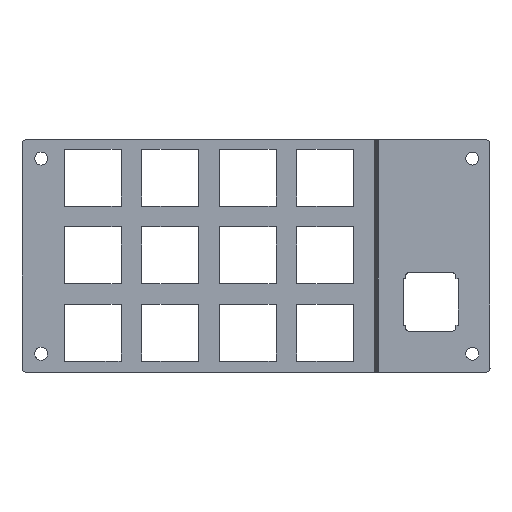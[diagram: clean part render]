
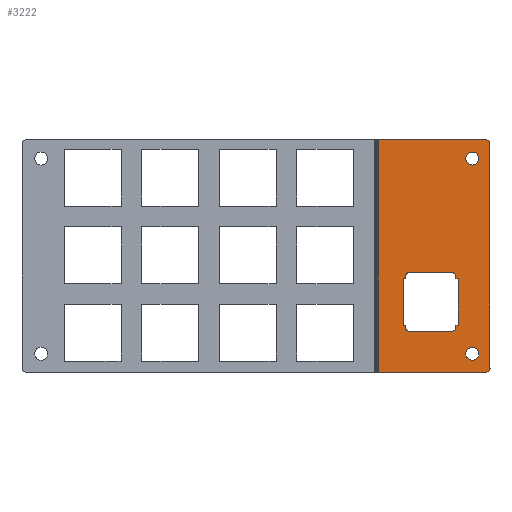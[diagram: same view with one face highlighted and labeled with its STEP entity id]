
A CAD part, top view. The second image highlights one B-rep face of the part: STEP entity #3222.
In plain terms, the highlighted planar face has unit normal (0, 0, 1).
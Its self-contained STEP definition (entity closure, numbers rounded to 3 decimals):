
#48=FACE_BOUND('',#369,.T.);
#49=FACE_BOUND('',#370,.T.);
#50=FACE_BOUND('',#371,.T.);
#65=CIRCLE('',#3332,1.);
#70=CIRCLE('',#3340,1.);
#81=CIRCLE('',#3419,1.);
#82=CIRCLE('',#3420,1.);
#83=CIRCLE('',#3421,1.);
#84=CIRCLE('',#3422,1.);
#85=CIRCLE('',#3423,1.6);
#86=CIRCLE('',#3424,1.6);
#174=FACE_OUTER_BOUND('',#368,.T.);
#368=EDGE_LOOP('',(#2540,#2541,#2542,#2543,#2544,#2545));
#369=EDGE_LOOP('',(#2546,#2547,#2548,#2549,#2550,#2551,#2552,#2553,#2554,
#2555,#2556,#2557,#2558,#2559,#2560,#2561));
#370=EDGE_LOOP('',(#2562));
#371=EDGE_LOOP('',(#2563));
#497=LINE('',#4380,#926);
#503=LINE('',#4401,#932);
#737=LINE('',#4899,#1166);
#739=LINE('',#4902,#1168);
#740=LINE('',#4907,#1169);
#741=LINE('',#4909,#1170);
#742=LINE('',#4911,#1171);
#743=LINE('',#4913,#1172);
#744=LINE('',#4915,#1173);
#745=LINE('',#4919,#1174);
#746=LINE('',#4923,#1175);
#747=LINE('',#4925,#1176);
#748=LINE('',#4927,#1177);
#749=LINE('',#4929,#1178);
#750=LINE('',#4931,#1179);
#751=LINE('',#4934,#1180);
#926=VECTOR('',#3555,10.);
#932=VECTOR('',#3575,10.);
#1166=VECTOR('',#3961,10.);
#1168=VECTOR('',#3965,10.);
#1169=VECTOR('',#3968,10.);
#1170=VECTOR('',#3969,10.);
#1171=VECTOR('',#3970,10.);
#1172=VECTOR('',#3971,10.);
#1173=VECTOR('',#3972,10.);
#1174=VECTOR('',#3975,10.);
#1175=VECTOR('',#3978,10.);
#1176=VECTOR('',#3979,10.);
#1177=VECTOR('',#3980,10.);
#1178=VECTOR('',#3981,10.);
#1179=VECTOR('',#3982,10.);
#1180=VECTOR('',#3985,10.);
#1341=VERTEX_POINT('',#4350);
#1342=VERTEX_POINT('',#4351);
#1354=VERTEX_POINT('',#4378);
#1360=VERTEX_POINT('',#4394);
#1361=VERTEX_POINT('',#4396);
#1362=VERTEX_POINT('',#4400);
#1551=VERTEX_POINT('',#4903);
#1552=VERTEX_POINT('',#4904);
#1553=VERTEX_POINT('',#4906);
#1554=VERTEX_POINT('',#4908);
#1555=VERTEX_POINT('',#4910);
#1556=VERTEX_POINT('',#4912);
#1557=VERTEX_POINT('',#4914);
#1558=VERTEX_POINT('',#4916);
#1559=VERTEX_POINT('',#4918);
#1560=VERTEX_POINT('',#4920);
#1561=VERTEX_POINT('',#4922);
#1562=VERTEX_POINT('',#4924);
#1563=VERTEX_POINT('',#4926);
#1564=VERTEX_POINT('',#4928);
#1565=VERTEX_POINT('',#4930);
#1566=VERTEX_POINT('',#4932);
#1567=VERTEX_POINT('',#4935);
#1568=VERTEX_POINT('',#4937);
#1644=EDGE_CURVE('',#1341,#1342,#65,.T.);
#1659=EDGE_CURVE('',#1341,#1354,#497,.T.);
#1667=EDGE_CURVE('',#1360,#1361,#70,.T.);
#1669=EDGE_CURVE('',#1362,#1361,#503,.T.);
#1913=EDGE_CURVE('',#1362,#1354,#737,.T.);
#1915=EDGE_CURVE('',#1360,#1342,#739,.T.);
#1916=EDGE_CURVE('',#1551,#1552,#81,.T.);
#1917=EDGE_CURVE('',#1552,#1553,#740,.T.);
#1918=EDGE_CURVE('',#1553,#1554,#741,.T.);
#1919=EDGE_CURVE('',#1554,#1555,#742,.T.);
#1920=EDGE_CURVE('',#1555,#1556,#743,.T.);
#1921=EDGE_CURVE('',#1556,#1557,#744,.T.);
#1922=EDGE_CURVE('',#1557,#1558,#82,.T.);
#1923=EDGE_CURVE('',#1558,#1559,#745,.T.);
#1924=EDGE_CURVE('',#1559,#1560,#83,.T.);
#1925=EDGE_CURVE('',#1560,#1561,#746,.T.);
#1926=EDGE_CURVE('',#1561,#1562,#747,.T.);
#1927=EDGE_CURVE('',#1562,#1563,#748,.T.);
#1928=EDGE_CURVE('',#1563,#1564,#749,.T.);
#1929=EDGE_CURVE('',#1564,#1565,#750,.T.);
#1930=EDGE_CURVE('',#1565,#1566,#84,.T.);
#1931=EDGE_CURVE('',#1566,#1551,#751,.T.);
#1932=EDGE_CURVE('',#1567,#1567,#85,.T.);
#1933=EDGE_CURVE('',#1568,#1568,#86,.T.);
#2540=ORIENTED_EDGE('',*,*,#1644,.F.);
#2541=ORIENTED_EDGE('',*,*,#1659,.T.);
#2542=ORIENTED_EDGE('',*,*,#1913,.F.);
#2543=ORIENTED_EDGE('',*,*,#1669,.T.);
#2544=ORIENTED_EDGE('',*,*,#1667,.F.);
#2545=ORIENTED_EDGE('',*,*,#1915,.T.);
#2546=ORIENTED_EDGE('',*,*,#1916,.T.);
#2547=ORIENTED_EDGE('',*,*,#1917,.T.);
#2548=ORIENTED_EDGE('',*,*,#1918,.T.);
#2549=ORIENTED_EDGE('',*,*,#1919,.T.);
#2550=ORIENTED_EDGE('',*,*,#1920,.T.);
#2551=ORIENTED_EDGE('',*,*,#1921,.T.);
#2552=ORIENTED_EDGE('',*,*,#1922,.T.);
#2553=ORIENTED_EDGE('',*,*,#1923,.T.);
#2554=ORIENTED_EDGE('',*,*,#1924,.T.);
#2555=ORIENTED_EDGE('',*,*,#1925,.T.);
#2556=ORIENTED_EDGE('',*,*,#1926,.T.);
#2557=ORIENTED_EDGE('',*,*,#1927,.T.);
#2558=ORIENTED_EDGE('',*,*,#1928,.T.);
#2559=ORIENTED_EDGE('',*,*,#1929,.T.);
#2560=ORIENTED_EDGE('',*,*,#1930,.T.);
#2561=ORIENTED_EDGE('',*,*,#1931,.T.);
#2562=ORIENTED_EDGE('',*,*,#1932,.T.);
#2563=ORIENTED_EDGE('',*,*,#1933,.T.);
#3065=PLANE('',#3418);
#3222=ADVANCED_FACE('',(#174,#48,#49,#50),#3065,.F.);
#3332=AXIS2_PLACEMENT_3D('',#4352,#3536,#3537);
#3340=AXIS2_PLACEMENT_3D('',#4397,#3570,#3571);
#3418=AXIS2_PLACEMENT_3D('',#4901,#3963,#3964);
#3419=AXIS2_PLACEMENT_3D('',#4905,#3966,#3967);
#3420=AXIS2_PLACEMENT_3D('',#4917,#3973,#3974);
#3421=AXIS2_PLACEMENT_3D('',#4921,#3976,#3977);
#3422=AXIS2_PLACEMENT_3D('',#4933,#3983,#3984);
#3423=AXIS2_PLACEMENT_3D('',#4936,#3986,#3987);
#3424=AXIS2_PLACEMENT_3D('',#4938,#3988,#3989);
#3536=DIRECTION('center_axis',(0.,0.,-1.));
#3537=DIRECTION('ref_axis',(0.,1.,0.));
#3555=DIRECTION('',(-1.,0.,0.));
#3570=DIRECTION('center_axis',(0.,0.,-1.));
#3571=DIRECTION('ref_axis',(0.707,-0.707,0.));
#3575=DIRECTION('',(1.,0.,0.));
#3961=DIRECTION('',(0.,1.,0.));
#3963=DIRECTION('center_axis',(0.,0.,-1.));
#3964=DIRECTION('ref_axis',(1.,0.,0.));
#3965=DIRECTION('',(0.,1.,0.));
#3966=DIRECTION('center_axis',(0.,0.,-1.));
#3967=DIRECTION('ref_axis',(0.,-1.,0.));
#3968=DIRECTION('',(0.,1.,0.));
#3969=DIRECTION('',(-1.,0.,0.));
#3970=DIRECTION('',(0.,1.,0.));
#3971=DIRECTION('',(1.,0.,0.));
#3972=DIRECTION('',(0.,1.,0.));
#3973=DIRECTION('center_axis',(0.,0.,-1.));
#3974=DIRECTION('ref_axis',(-1.,0.,0.));
#3975=DIRECTION('',(1.,0.,0.));
#3976=DIRECTION('center_axis',(0.,0.,-1.));
#3977=DIRECTION('ref_axis',(0.,1.,0.));
#3978=DIRECTION('',(0.,-1.,0.));
#3979=DIRECTION('',(1.,0.,0.));
#3980=DIRECTION('',(0.,-1.,0.));
#3981=DIRECTION('',(-1.,0.,0.));
#3982=DIRECTION('',(0.,-1.,0.));
#3983=DIRECTION('center_axis',(0.,0.,-1.));
#3984=DIRECTION('ref_axis',(1.,0.,0.));
#3985=DIRECTION('',(-1.,0.,0.));
#3986=DIRECTION('center_axis',(0.,0.,-1.));
#3987=DIRECTION('ref_axis',(1.,0.,0.));
#3988=DIRECTION('center_axis',(0.,0.,-1.));
#3989=DIRECTION('ref_axis',(1.,0.,0.));
#4350=CARTESIAN_POINT('',(206.35,-61.4,8.5));
#4351=CARTESIAN_POINT('',(207.35,-62.4,8.5));
#4352=CARTESIAN_POINT('Origin',(206.35,-62.4,8.5));
#4378=CARTESIAN_POINT('',(179.878,-61.4,8.5));
#4380=CARTESIAN_POINT('',(207.35,-61.4,8.5));
#4394=CARTESIAN_POINT('',(207.36,-117.5,8.5));
#4396=CARTESIAN_POINT('',(206.36,-118.5,8.5));
#4397=CARTESIAN_POINT('Origin',(206.36,-117.5,8.5));
#4400=CARTESIAN_POINT('',(179.878,-118.5,8.5));
#4401=CARTESIAN_POINT('',(92.3,-118.5,8.5));
#4899=CARTESIAN_POINT('',(179.878,-104.225,8.5));
#4901=CARTESIAN_POINT('Origin',(193.119,-89.95,8.5));
#4902=CARTESIAN_POINT('',(207.36,-118.5,8.5));
#4903=CARTESIAN_POINT('',(187.5,-108.45,8.5));
#4904=CARTESIAN_POINT('',(186.5,-107.45,8.5));
#4905=CARTESIAN_POINT('Origin',(187.5,-107.45,8.5));
#4906=CARTESIAN_POINT('',(186.5,-106.95,8.5));
#4907=CARTESIAN_POINT('',(186.5,-107.45,8.5));
#4908=CARTESIAN_POINT('',(186.,-106.95,8.5));
#4909=CARTESIAN_POINT('',(186.5,-106.95,8.5));
#4910=CARTESIAN_POINT('',(186.,-95.55,8.5));
#4911=CARTESIAN_POINT('',(186.,-106.95,8.5));
#4912=CARTESIAN_POINT('',(186.5,-95.55,8.5));
#4913=CARTESIAN_POINT('',(186.,-95.55,8.5));
#4914=CARTESIAN_POINT('',(186.5,-95.05,8.5));
#4915=CARTESIAN_POINT('',(186.5,-95.55,8.5));
#4916=CARTESIAN_POINT('',(187.5,-94.05,8.5));
#4917=CARTESIAN_POINT('Origin',(187.5,-95.05,8.5));
#4918=CARTESIAN_POINT('',(198.,-94.05,8.5));
#4919=CARTESIAN_POINT('',(187.5,-94.05,8.5));
#4920=CARTESIAN_POINT('',(199.,-95.05,8.5));
#4921=CARTESIAN_POINT('Origin',(198.,-95.05,8.5));
#4922=CARTESIAN_POINT('',(199.,-95.55,8.5));
#4923=CARTESIAN_POINT('',(199.,-95.05,8.5));
#4924=CARTESIAN_POINT('',(199.5,-95.55,8.5));
#4925=CARTESIAN_POINT('',(199.,-95.55,8.5));
#4926=CARTESIAN_POINT('',(199.5,-106.95,8.5));
#4927=CARTESIAN_POINT('',(199.5,-95.55,8.5));
#4928=CARTESIAN_POINT('',(199.,-106.95,8.5));
#4929=CARTESIAN_POINT('',(199.5,-106.95,8.5));
#4930=CARTESIAN_POINT('',(199.,-107.45,8.5));
#4931=CARTESIAN_POINT('',(199.,-106.95,8.5));
#4932=CARTESIAN_POINT('',(198.,-108.45,8.5));
#4933=CARTESIAN_POINT('Origin',(198.,-107.45,8.5));
#4934=CARTESIAN_POINT('',(198.,-108.45,8.5));
#4935=CARTESIAN_POINT('',(201.4,-66.,8.5));
#4936=CARTESIAN_POINT('Origin',(203.,-66.,8.5));
#4937=CARTESIAN_POINT('',(201.4,-114.,8.5));
#4938=CARTESIAN_POINT('Origin',(203.,-114.,8.5));
